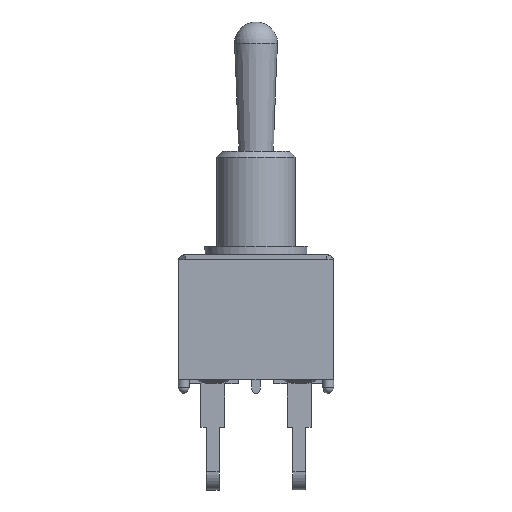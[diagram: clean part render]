
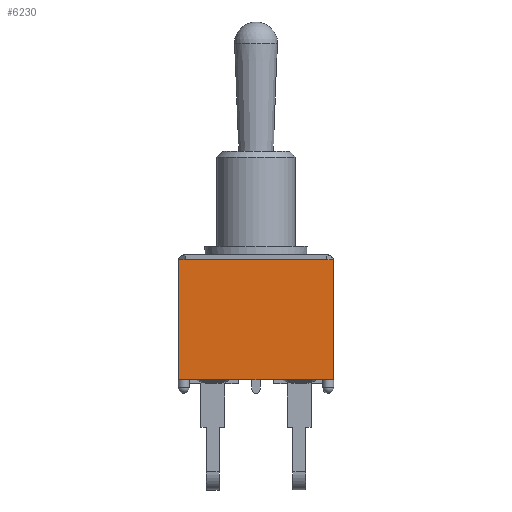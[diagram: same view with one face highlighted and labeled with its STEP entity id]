
A CAD part, left-side view. The second image highlights one B-rep face of the part: STEP entity #6230.
In plain terms, the highlighted planar face has unit normal (-1, 0, 0).
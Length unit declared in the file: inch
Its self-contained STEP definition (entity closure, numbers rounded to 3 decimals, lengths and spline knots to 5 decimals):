
#241=PLANE('',#6593);
#498=LINE('',#8711,#1224);
#502=LINE('',#8720,#1228);
#503=LINE('',#8722,#1229);
#504=LINE('',#8723,#1230);
#505=LINE('',#8725,#1231);
#506=LINE('',#8727,#1232);
#507=LINE('',#8729,#1233);
#508=LINE('',#8730,#1234);
#1224=VECTOR('',#7103,0.3937);
#1228=VECTOR('',#7109,0.3937);
#1229=VECTOR('',#7110,0.3937);
#1230=VECTOR('',#7111,0.3937);
#1231=VECTOR('',#7112,0.3937);
#1232=VECTOR('',#7113,0.3937);
#1233=VECTOR('',#7114,0.3937);
#1234=VECTOR('',#7115,0.3937);
#1932=FACE_OUTER_BOUND('',#2263,.T.);
#2263=EDGE_LOOP('',(#4401,#4402,#4403,#4404,#4405,#4406,#4407,#4408));
#2746=VERTEX_POINT('',#8708);
#2747=VERTEX_POINT('',#8710);
#2750=VERTEX_POINT('',#8718);
#2751=VERTEX_POINT('',#8719);
#2752=VERTEX_POINT('',#8721);
#2753=VERTEX_POINT('',#8724);
#2754=VERTEX_POINT('',#8726);
#2755=VERTEX_POINT('',#8728);
#3394=EDGE_CURVE('',#2746,#2747,#498,.T.);
#3398=EDGE_CURVE('',#2750,#2751,#502,.T.);
#3399=EDGE_CURVE('',#2751,#2752,#503,.T.);
#3400=EDGE_CURVE('',#2752,#2747,#504,.T.);
#3401=EDGE_CURVE('',#2753,#2746,#505,.T.);
#3402=EDGE_CURVE('',#2754,#2753,#506,.T.);
#3403=EDGE_CURVE('',#2755,#2754,#507,.T.);
#3404=EDGE_CURVE('',#2755,#2750,#508,.T.);
#4401=ORIENTED_EDGE('',*,*,#3398,.T.);
#4402=ORIENTED_EDGE('',*,*,#3399,.T.);
#4403=ORIENTED_EDGE('',*,*,#3400,.T.);
#4404=ORIENTED_EDGE('',*,*,#3394,.F.);
#4405=ORIENTED_EDGE('',*,*,#3401,.F.);
#4406=ORIENTED_EDGE('',*,*,#3402,.F.);
#4407=ORIENTED_EDGE('',*,*,#3403,.F.);
#4408=ORIENTED_EDGE('',*,*,#3404,.T.);
#6230=ADVANCED_FACE('',(#1932),#241,.T.);
#6593=AXIS2_PLACEMENT_3D('',#8717,#7107,#7108);
#7103=DIRECTION('',(0.,0.,1.));
#7107=DIRECTION('center_axis',(-1.,0.,0.));
#7108=DIRECTION('ref_axis',(0.,0.,1.));
#7109=DIRECTION('',(0.,1.,0.));
#7110=DIRECTION('',(0.,1.,0.));
#7111=DIRECTION('',(0.,1.,0.));
#7112=DIRECTION('',(0.,1.,0.));
#7113=DIRECTION('',(0.,1.,0.));
#7114=DIRECTION('',(0.,1.,0.));
#7115=DIRECTION('',(0.,0.,1.));
#8708=CARTESIAN_POINT('',(-0.16004,0.17992,0.));
#8710=CARTESIAN_POINT('',(-0.16004,0.17992,0.27756));
#8711=CARTESIAN_POINT('',(-0.16004,0.17992,0.));
#8717=CARTESIAN_POINT('Origin',(-0.16004,-0.17992,0.));
#8718=CARTESIAN_POINT('',(-0.16004,-0.17992,0.27756));
#8719=CARTESIAN_POINT('',(-0.16004,-0.16378,0.27756));
#8720=CARTESIAN_POINT('',(-0.16004,-0.17992,0.27756));
#8721=CARTESIAN_POINT('',(-0.16004,0.16378,0.27756));
#8722=CARTESIAN_POINT('',(-0.16004,-0.17992,0.27756));
#8723=CARTESIAN_POINT('',(-0.16004,-0.17992,0.27756));
#8724=CARTESIAN_POINT('',(-0.16004,0.16713,0.));
#8725=CARTESIAN_POINT('',(-0.16004,-0.17992,0.));
#8726=CARTESIAN_POINT('',(-0.16004,-0.16713,0.));
#8727=CARTESIAN_POINT('',(-0.16004,-0.17992,0.));
#8728=CARTESIAN_POINT('',(-0.16004,-0.17992,0.));
#8729=CARTESIAN_POINT('',(-0.16004,-0.17992,0.));
#8730=CARTESIAN_POINT('',(-0.16004,-0.17992,0.));
